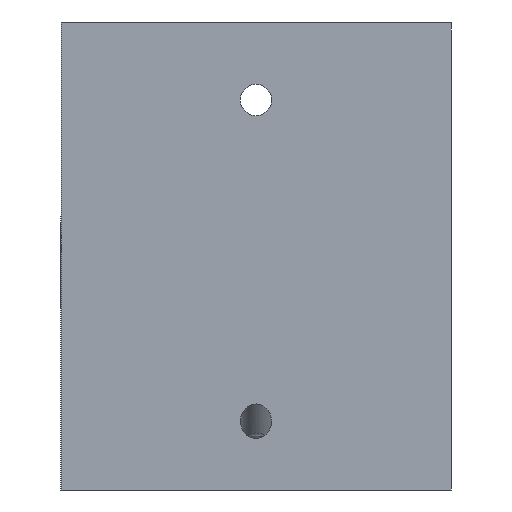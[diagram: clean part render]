
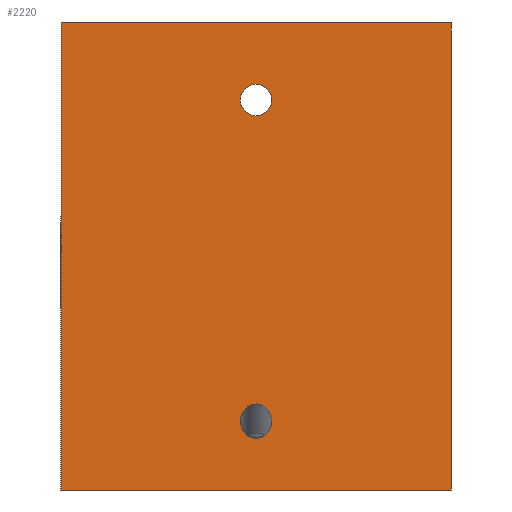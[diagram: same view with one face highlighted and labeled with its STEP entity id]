
A CAD part, left-side view. The second image highlights one B-rep face of the part: STEP entity #2220.
In plain terms, the highlighted planar face has unit normal (-1, 0, 0).
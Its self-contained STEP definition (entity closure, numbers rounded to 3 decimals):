
#18=ELLIPSE('',#2358,2.207,2.);
#26=FACE_BOUND('',#304,.T.);
#27=FACE_BOUND('',#305,.T.);
#66=PLANE('',#2384);
#183=FACE_OUTER_BOUND('',#303,.T.);
#303=EDGE_LOOP('',(#1965,#1966,#1967,#1968));
#304=EDGE_LOOP('',(#1969));
#305=EDGE_LOOP('',(#1970));
#353=CIRCLE('',#2349,2.);
#570=LINE('',#6971,#743);
#575=LINE('',#6980,#748);
#633=LINE('',#7144,#806);
#634=LINE('',#7146,#807);
#743=VECTOR('',#2655,10.);
#748=VECTOR('',#2662,10.);
#806=VECTOR('',#2826,10.);
#807=VECTOR('',#2829,10.);
#984=VERTEX_POINT('',#6968);
#985=VERTEX_POINT('',#6970);
#988=VERTEX_POINT('',#6978);
#1001=VERTEX_POINT('',#7020);
#1008=VERTEX_POINT('',#7049);
#1031=VERTEX_POINT('',#7142);
#1271=EDGE_CURVE('',#985,#984,#570,.T.);
#1276=EDGE_CURVE('',#988,#984,#575,.T.);
#1296=EDGE_CURVE('',#1001,#1001,#353,.T.);
#1307=EDGE_CURVE('',#1008,#1008,#18,.T.);
#1353=EDGE_CURVE('',#1031,#988,#633,.T.);
#1354=EDGE_CURVE('',#985,#1031,#634,.T.);
#1965=ORIENTED_EDGE('',*,*,#1353,.F.);
#1966=ORIENTED_EDGE('',*,*,#1354,.F.);
#1967=ORIENTED_EDGE('',*,*,#1271,.T.);
#1968=ORIENTED_EDGE('',*,*,#1276,.F.);
#1969=ORIENTED_EDGE('',*,*,#1307,.T.);
#1970=ORIENTED_EDGE('',*,*,#1296,.T.);
#2220=ADVANCED_FACE('',(#183,#26,#27),#66,.T.);
#2349=AXIS2_PLACEMENT_3D('',#7021,#2708,#2709);
#2358=AXIS2_PLACEMENT_3D('',#7051,#2730,#2731);
#2384=AXIS2_PLACEMENT_3D('',#7145,#2827,#2828);
#2655=DIRECTION('',(0.,0.,1.));
#2662=DIRECTION('',(0.,-1.,0.));
#2708=DIRECTION('center_axis',(1.,0.,0.));
#2709=DIRECTION('ref_axis',(0.,-1.,0.));
#2730=DIRECTION('center_axis',(1.,0.,0.));
#2731=DIRECTION('ref_axis',(0.,0.,-1.));
#2826=DIRECTION('',(0.,0.,1.));
#2827=DIRECTION('center_axis',(-1.,0.,0.));
#2828=DIRECTION('ref_axis',(0.,1.,0.));
#2829=DIRECTION('',(0.,1.,0.));
#6968=CARTESIAN_POINT('',(0.,0.,50.));
#6970=CARTESIAN_POINT('',(0.,0.,-10.));
#6971=CARTESIAN_POINT('',(0.,0.,0.));
#6978=CARTESIAN_POINT('',(0.,50.,50.));
#6980=CARTESIAN_POINT('',(0.,0.,50.));
#7020=CARTESIAN_POINT('',(0.,27.,40.));
#7021=CARTESIAN_POINT('Origin',(0.,25.,40.));
#7049=CARTESIAN_POINT('',(0.,23.,-1.173));
#7051=CARTESIAN_POINT('Origin',(0.,25.,-1.173));
#7142=CARTESIAN_POINT('',(0.,50.,-10.));
#7144=CARTESIAN_POINT('',(0.,50.,0.));
#7145=CARTESIAN_POINT('Origin',(0.,0.,0.));
#7146=CARTESIAN_POINT('',(0.,0.,-10.));
